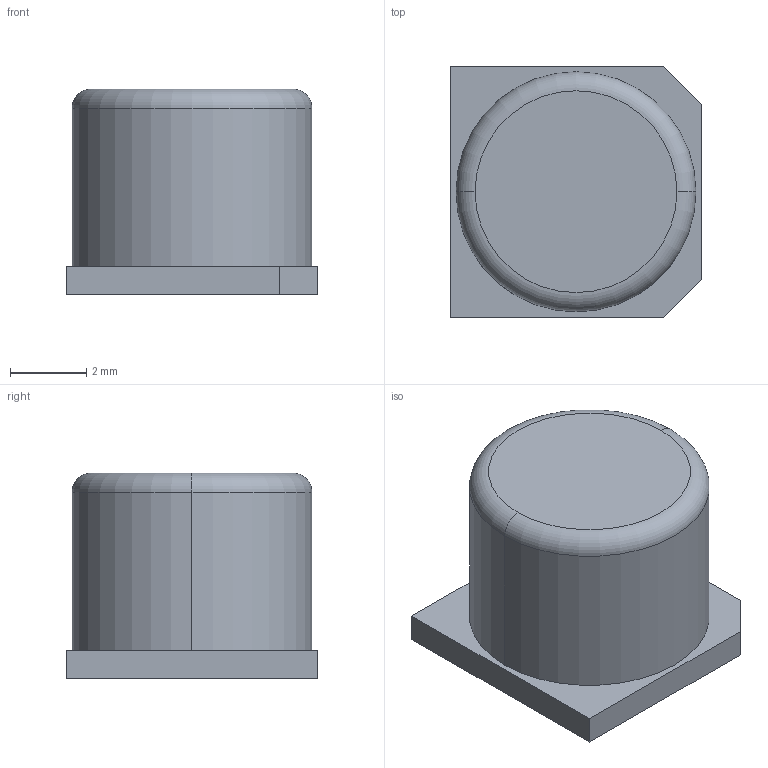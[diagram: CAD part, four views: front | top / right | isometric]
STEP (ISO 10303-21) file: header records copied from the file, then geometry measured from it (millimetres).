
FILE_DESCRIPTION (( 'STEP AP203' ), '1' );
FILE_NAME ('CAPFK Series(Size D)_C10u50VEEEHA1H100P_Default_sldprt.STEP', '2016-06-02T17:07:38', ( 'Shusen Zhang' ), ( 'MathWorks' ), 'SwSTEP 2.0', 'SolidWorks 2015', '' );
FILE_SCHEMA (( 'CONFIG_CONTROL_DESIGN' ));
Length unit declared in the file: millimetre
Products named in the file (1): CAPFK Series(Size D)_C10u50VEEEHA1H100P_Default_sldprt
Bounding box: 6.6 x 6.6 x 5.4 mm (x, y, z)
Volume: 175.8 mm3; surface area: 191.7 mm2
Topology: 1 solids, 1 shells, 13 faces, 28 edges, 18 vertices
Faces by surface type: plane 9, torus 2, cylinder 2
Entity records: 431 total; most frequent: DIRECTION 64, CARTESIAN_POINT 60, ORIENTED_EDGE 56, EDGE_CURVE 28, AXIS2_PLACEMENT_3D 22, VECTOR 20, LINE 20, VERTEX_POINT 18
